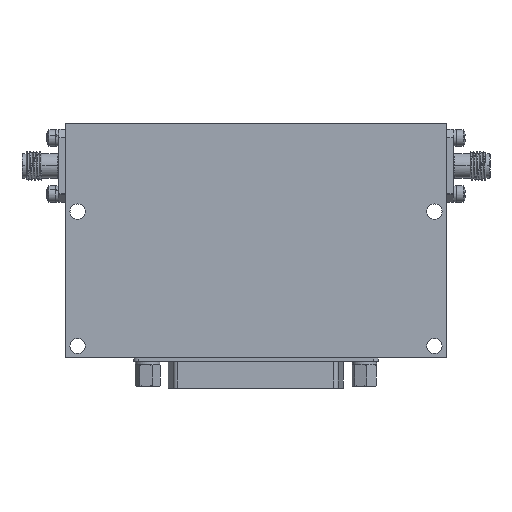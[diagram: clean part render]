
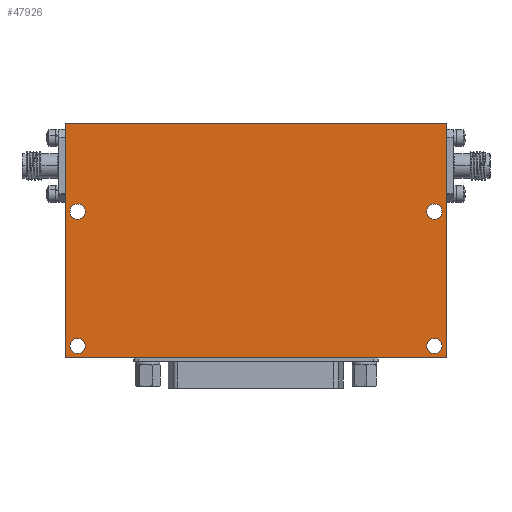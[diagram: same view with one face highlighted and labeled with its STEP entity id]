
A CAD part, front view. The second image highlights one B-rep face of the part: STEP entity #47926.
In plain terms, the highlighted planar face has unit normal (0, -1, 0).
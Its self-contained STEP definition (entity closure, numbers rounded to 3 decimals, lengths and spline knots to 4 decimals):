
#810 = CARTESIAN_POINT ( 'NONE',  ( -2.5826, 2.3229, 0.8461 ) ) ;
#3948 = EDGE_LOOP ( 'NONE', ( #136207, #37927 ) ) ;
#4141 = CARTESIAN_POINT ( 'NONE',  ( 0.4674, 2.3229, 1.9961 ) ) ;
#4460 = FACE_BOUND ( 'NONE', #69659, .T. ) ;
#4546 = CARTESIAN_POINT ( 'NONE',  ( -2.5826, 2.3229, 1.9311 ) ) ;
#6681 = VECTOR ( 'NONE', #124234, 39.3701 ) ;
#6916 = CARTESIAN_POINT ( 'NONE',  ( -2.6826, 2.3229, 0.6811 ) ) ;
#8809 = CARTESIAN_POINT ( 'NONE',  ( 0.4674, 2.3229, 0.8461 ) ) ;
#9153 = DIRECTION ( 'NONE',  ( 0., 1., 0. ) ) ;
#9457 = EDGE_CURVE ( 'NONE', #84706, #123238, #121241, .T. ) ;
#11258 = CIRCLE ( 'NONE', #38127, 0.065 ) ;
#11640 = CARTESIAN_POINT ( 'NONE',  ( -2.5826, 2.3229, 0.7811 ) ) ;
#11756 = EDGE_CURVE ( 'NONE', #27497, #76571, #58374, .T. ) ;
#11864 = CIRCLE ( 'NONE', #130192, 0.065 ) ;
#17796 = DIRECTION ( 'NONE',  ( 0., 0., 1. ) ) ;
#21456 = EDGE_CURVE ( 'NONE', #90116, #36160, #37751, .T. ) ;
#22148 = CARTESIAN_POINT ( 'NONE',  ( -2.5826, 2.3229, 0.7811 ) ) ;
#22288 = ORIENTED_EDGE ( 'NONE', *, *, #47407, .T. ) ;
#22733 = CARTESIAN_POINT ( 'NONE',  ( -2.5826, 2.3229, 1.9311 ) ) ;
#23493 = AXIS2_PLACEMENT_3D ( 'NONE', #94206, #136907, #41054 ) ;
#23965 = VERTEX_POINT ( 'NONE', #90652 ) ;
#24055 = CARTESIAN_POINT ( 'NONE',  ( -1.0576, 2.3229, 1.6811 ) ) ;
#25540 = DIRECTION ( 'NONE',  ( 0., 1., 0. ) ) ;
#26220 = DIRECTION ( 'NONE',  ( 1., 0., 0. ) ) ;
#27497 = VERTEX_POINT ( 'NONE', #41279 ) ;
#29910 = ORIENTED_EDGE ( 'NONE', *, *, #125178, .T. ) ;
#30239 = CARTESIAN_POINT ( 'NONE',  ( 0.4674, 2.3229, 1.8661 ) ) ;
#30292 = EDGE_LOOP ( 'NONE', ( #64805, #29910 ) ) ;
#33242 = AXIS2_PLACEMENT_3D ( 'NONE', #70278, #25540, #89200 ) ;
#33372 = CIRCLE ( 'NONE', #127223, 0.065 ) ;
#35362 = EDGE_CURVE ( 'NONE', #137331, #46961, #11864, .T. ) ;
#35557 = ORIENTED_EDGE ( 'NONE', *, *, #56621, .T. ) ;
#36160 = VERTEX_POINT ( 'NONE', #4141 ) ;
#36628 = FACE_BOUND ( 'NONE', #99580, .T. ) ;
#36775 = DIRECTION ( 'NONE',  ( 0., 1., 0. ) ) ;
#37751 = CIRCLE ( 'NONE', #33242, 0.065 ) ;
#37927 = ORIENTED_EDGE ( 'NONE', *, *, #35362, .T. ) ;
#38127 = AXIS2_PLACEMENT_3D ( 'NONE', #22733, #45091, #97559 ) ;
#38715 = CARTESIAN_POINT ( 'NONE',  ( 0.5674, 2.3229, 2.6811 ) ) ;
#38889 = CARTESIAN_POINT ( 'NONE',  ( -2.6826, 2.3229, 2.6811 ) ) ;
#41054 = DIRECTION ( 'NONE',  ( 0., 0., 1. ) ) ;
#41279 = CARTESIAN_POINT ( 'NONE',  ( -2.6826, 2.3229, 2.6811 ) ) ;
#42081 = CIRCLE ( 'NONE', #93506, 0.065 ) ;
#42443 = DIRECTION ( 'NONE',  ( 0., 0., 1. ) ) ;
#45091 = DIRECTION ( 'NONE',  ( 0., 1., 0. ) ) ;
#45151 = DIRECTION ( 'NONE',  ( 0., 0., -1. ) ) ;
#45510 = VECTOR ( 'NONE', #26220, 39.3701 ) ;
#45776 = CARTESIAN_POINT ( 'NONE',  ( -2.5826, 2.3229, 1.8661 ) ) ;
#46961 = VERTEX_POINT ( 'NONE', #50372 ) ;
#47095 = DIRECTION ( 'NONE',  ( 0., -1., 0. ) ) ;
#47407 = EDGE_CURVE ( 'NONE', #36160, #90116, #59244, .T. ) ;
#47926 = ADVANCED_FACE ( 'NONE', ( #4460, #87009, #66696, #111457, #36628 ), #57595, .T. ) ;
#50372 = CARTESIAN_POINT ( 'NONE',  ( -2.5826, 2.3229, 0.7161 ) ) ;
#53658 = CARTESIAN_POINT ( 'NONE',  ( -2.5826, 2.3229, 1.9961 ) ) ;
#56621 = EDGE_CURVE ( 'NONE', #123474, #104182, #33372, .T. ) ;
#57595 = PLANE ( 'NONE',  #121962 ) ;
#58374 = LINE ( 'NONE', #101033, #45510 ) ;
#58405 = LINE ( 'NONE', #111572, #90554 ) ;
#59244 = CIRCLE ( 'NONE', #23493, 0.065 ) ;
#59296 = ORIENTED_EDGE ( 'NONE', *, *, #96278, .F. ) ;
#60336 = CARTESIAN_POINT ( 'NONE',  ( 0.4674, 2.3229, 0.7811 ) ) ;
#64616 = VECTOR ( 'NONE', #92203, 39.3701 ) ;
#64805 = ORIENTED_EDGE ( 'NONE', *, *, #9457, .T. ) ;
#66696 = FACE_OUTER_BOUND ( 'NONE', #87838, .T. ) ;
#66756 = EDGE_CURVE ( 'NONE', #76571, #81000, #58405, .T. ) ;
#69659 = EDGE_LOOP ( 'NONE', ( #122379, #22288 ) ) ;
#69821 = AXIS2_PLACEMENT_3D ( 'NONE', #60336, #81329, #91824 ) ;
#70278 = CARTESIAN_POINT ( 'NONE',  ( 0.4674, 2.3229, 1.9311 ) ) ;
#70545 = LINE ( 'NONE', #6916, #64616 ) ;
#74847 = CARTESIAN_POINT ( 'NONE',  ( 0.4674, 2.3229, 0.7811 ) ) ;
#76571 = VERTEX_POINT ( 'NONE', #38715 ) ;
#78282 = EDGE_CURVE ( 'NONE', #104182, #123474, #11258, .T. ) ;
#80050 = DIRECTION ( 'NONE',  ( 0., 1., 0. ) ) ;
#81000 = VERTEX_POINT ( 'NONE', #122371 ) ;
#81329 = DIRECTION ( 'NONE',  ( 0., 1., 0. ) ) ;
#84706 = VERTEX_POINT ( 'NONE', #123764 ) ;
#85784 = DIRECTION ( 'NONE',  ( 0., 1., 0. ) ) ;
#87009 = FACE_BOUND ( 'NONE', #3948, .T. ) ;
#87607 = ORIENTED_EDGE ( 'NONE', *, *, #11756, .F. ) ;
#87838 = EDGE_LOOP ( 'NONE', ( #101237, #87607, #59296, #91813 ) ) ;
#88389 = DIRECTION ( 'NONE',  ( 0., 0., -1. ) ) ;
#89200 = DIRECTION ( 'NONE',  ( 0., 0., 1. ) ) ;
#90116 = VERTEX_POINT ( 'NONE', #30239 ) ;
#90554 = VECTOR ( 'NONE', #45151, 39.3701 ) ;
#90652 = CARTESIAN_POINT ( 'NONE',  ( -2.6826, 2.3229, 0.6811 ) ) ;
#91813 = ORIENTED_EDGE ( 'NONE', *, *, #95902, .F. ) ;
#91824 = DIRECTION ( 'NONE',  ( 0., 0., 1. ) ) ;
#92203 = DIRECTION ( 'NONE',  ( -1., 0., 0. ) ) ;
#92348 = CIRCLE ( 'NONE', #97112, 0.065 ) ;
#93506 = AXIS2_PLACEMENT_3D ( 'NONE', #11640, #36775, #133990 ) ;
#94190 = EDGE_CURVE ( 'NONE', #46961, #137331, #42081, .T. ) ;
#94206 = CARTESIAN_POINT ( 'NONE',  ( 0.4674, 2.3229, 1.9311 ) ) ;
#95902 = EDGE_CURVE ( 'NONE', #81000, #23965, #70545, .T. ) ;
#96278 = EDGE_CURVE ( 'NONE', #23965, #27497, #104580, .T. ) ;
#97112 = AXIS2_PLACEMENT_3D ( 'NONE', #74847, #9153, #116835 ) ;
#97559 = DIRECTION ( 'NONE',  ( 0., 0., 1. ) ) ;
#99580 = EDGE_LOOP ( 'NONE', ( #35557, #127543 ) ) ;
#101033 = CARTESIAN_POINT ( 'NONE',  ( -2.6826, 2.3229, 2.6811 ) ) ;
#101237 = ORIENTED_EDGE ( 'NONE', *, *, #66756, .F. ) ;
#104182 = VERTEX_POINT ( 'NONE', #53658 ) ;
#104580 = LINE ( 'NONE', #38889, #6681 ) ;
#111457 = FACE_BOUND ( 'NONE', #30292, .T. ) ;
#111572 = CARTESIAN_POINT ( 'NONE',  ( 0.5674, 2.3229, 2.6811 ) ) ;
#116835 = DIRECTION ( 'NONE',  ( 0., 0., 1. ) ) ;
#121241 = CIRCLE ( 'NONE', #69821, 0.065 ) ;
#121962 = AXIS2_PLACEMENT_3D ( 'NONE', #24055, #47095, #88389 ) ;
#122371 = CARTESIAN_POINT ( 'NONE',  ( 0.5674, 2.3229, 0.6811 ) ) ;
#122379 = ORIENTED_EDGE ( 'NONE', *, *, #21456, .T. ) ;
#123238 = VERTEX_POINT ( 'NONE', #8809 ) ;
#123474 = VERTEX_POINT ( 'NONE', #45776 ) ;
#123764 = CARTESIAN_POINT ( 'NONE',  ( 0.4674, 2.3229, 0.7161 ) ) ;
#124234 = DIRECTION ( 'NONE',  ( 0., 0., 1. ) ) ;
#125178 = EDGE_CURVE ( 'NONE', #123238, #84706, #92348, .T. ) ;
#127223 = AXIS2_PLACEMENT_3D ( 'NONE', #4546, #80050, #17796 ) ;
#127543 = ORIENTED_EDGE ( 'NONE', *, *, #78282, .T. ) ;
#130192 = AXIS2_PLACEMENT_3D ( 'NONE', #22148, #85784, #42443 ) ;
#133990 = DIRECTION ( 'NONE',  ( 0., 0., 1. ) ) ;
#136207 = ORIENTED_EDGE ( 'NONE', *, *, #94190, .T. ) ;
#136907 = DIRECTION ( 'NONE',  ( 0., 1., 0. ) ) ;
#137331 = VERTEX_POINT ( 'NONE', #810 ) ;
